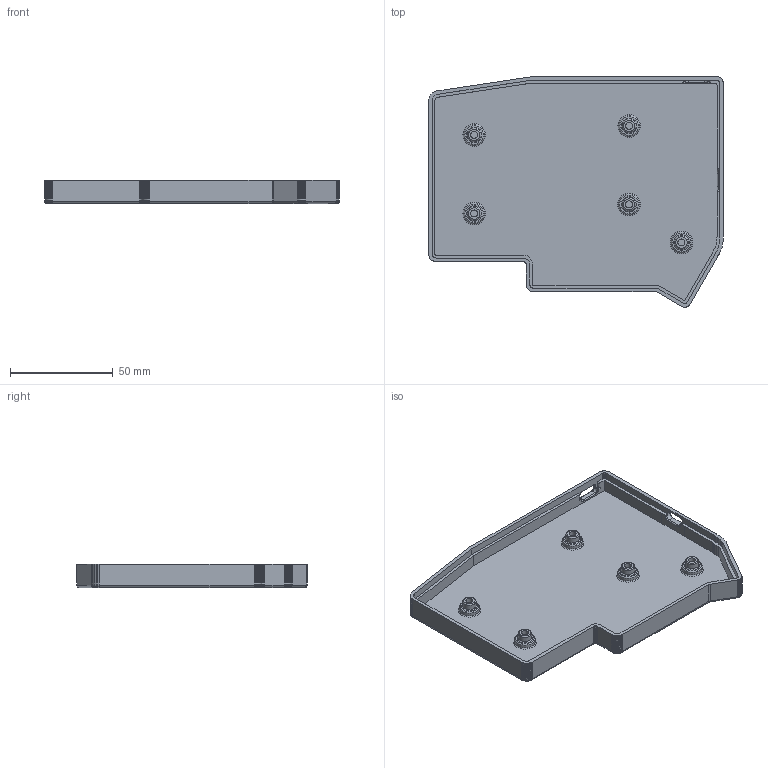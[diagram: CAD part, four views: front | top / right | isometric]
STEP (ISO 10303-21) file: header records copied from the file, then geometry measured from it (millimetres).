
FILE_DESCRIPTION(/* description */ (''),/* implementation_level */ '2;1');
FILE_NAME(/* name */ 'Left_Side_Bottom.step',/* time_stamp */ '2024-10-12T19:39:07+01:00',/* author */ (''),/* organization */ (''),/* preprocessor_version */ 'ST-DEVELOPER v20',/* originating_system */ 'Autodesk Translation Framework v13.20.0.188',/* authorisation */ '');
FILE_SCHEMA (('AUTOMOTIVE_DESIGN { 1 0 10303 214 3 1 1 }'));
Length unit declared in the file: millimetre
Products named in the file (3): Case; Final Parts; LeftSide
Assembly tree (2 placements, depth 3):
  Case
    Final Parts
      LeftSide
Bounding box: 143.46 x 112.13 x 11.2 mm (x, y, z)
Volume: 37659.3 mm3; surface area: 38377.9 mm2
Topology: 1 solids, 1 shells, 444 faces, 1100 edges, 670 vertices
Faces by surface type: plane 199, cylinder 148, sphere 47, torus 30, bspline 20
Full cylindrical faces by diameter (mm): 3.4 x5, 6.5 x5, 10 x5
Entity records: 13598 total; most frequent: CARTESIAN_POINT 2869, DIRECTION 2291, ORIENTED_EDGE 2196, EDGE_CURVE 1098, AXIS2_PLACEMENT_3D 795, LINE 701, VECTOR 701, VERTEX_POINT 670
